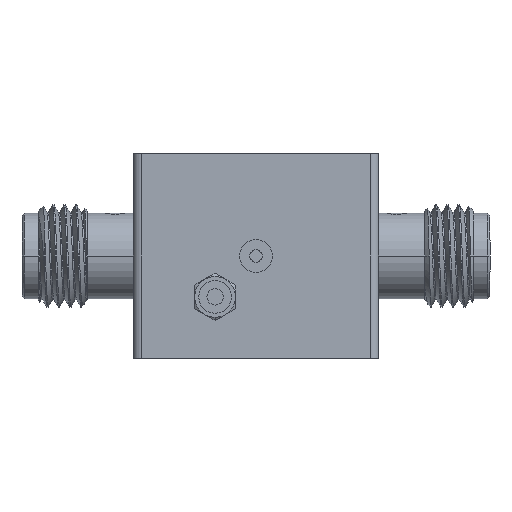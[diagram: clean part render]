
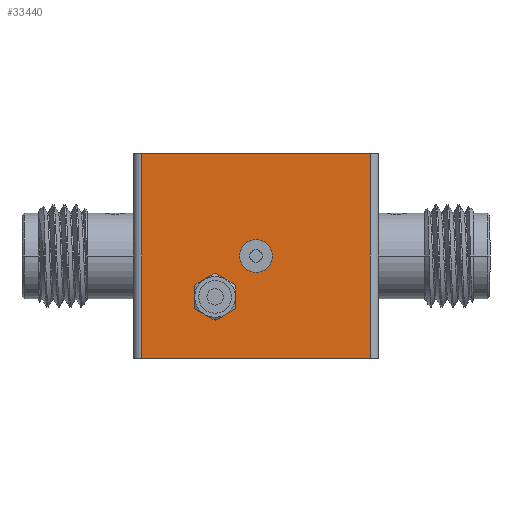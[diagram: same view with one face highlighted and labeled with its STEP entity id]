
A CAD part, left-side view. The second image highlights one B-rep face of the part: STEP entity #33440.
In plain terms, the highlighted planar face has unit normal (-1, 0, 0).
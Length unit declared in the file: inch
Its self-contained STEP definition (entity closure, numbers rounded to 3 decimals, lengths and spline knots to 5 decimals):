
#635 = VECTOR ( 'NONE', #16162, 39.37008 ) ;
#749 = EDGE_CURVE ( 'NONE', #32086, #21042, #26281, .T. ) ;
#765 = LINE ( 'NONE', #33862, #2419 ) ;
#874 = VECTOR ( 'NONE', #11452, 39.37008 ) ;
#1185 = PLANE ( 'NONE',  #32840 ) ;
#1227 = EDGE_LOOP ( 'NONE', ( #25503, #15327, #21004, #23122 ) ) ;
#1407 = VECTOR ( 'NONE', #24906, 39.37008 ) ;
#1823 = CARTESIAN_POINT ( 'NONE',  ( 0.2, -0.28, 0.25 ) ) ;
#1951 = CARTESIAN_POINT ( 'NONE',  ( 0.2, 0.05, -0.12887 ) ) ;
#2012 = CARTESIAN_POINT ( 'NONE',  ( 0.2, -0.28, -0.25 ) ) ;
#2317 = DIRECTION ( 'NONE',  ( -1., 0., 0. ) ) ;
#2419 = VECTOR ( 'NONE', #15552, 39.37008 ) ;
#2580 = DIRECTION ( 'NONE',  ( -1., 0., 0. ) ) ;
#2625 = CARTESIAN_POINT ( 'NONE',  ( 0.2, 0.28, 0.25 ) ) ;
#3749 = ORIENTED_EDGE ( 'NONE', *, *, #19946, .F. ) ;
#5355 = ORIENTED_EDGE ( 'NONE', *, *, #32234, .F. ) ;
#5490 = VERTEX_POINT ( 'NONE', #2625 ) ;
#6031 = ORIENTED_EDGE ( 'NONE', *, *, #31584, .F. ) ;
#6172 = CARTESIAN_POINT ( 'NONE',  ( 0.2, 0.3, -0.25 ) ) ;
#6506 = EDGE_CURVE ( 'NONE', #5490, #11536, #18548, .T. ) ;
#6660 = DIRECTION ( 'NONE',  ( 1., 0., 0. ) ) ;
#7666 = EDGE_CURVE ( 'NONE', #30735, #32086, #18912, .T. ) ;
#7886 = EDGE_LOOP ( 'NONE', ( #9487, #3749 ) ) ;
#9487 = ORIENTED_EDGE ( 'NONE', *, *, #29660, .F. ) ;
#9828 = LINE ( 'NONE', #22625, #28213 ) ;
#10523 = VERTEX_POINT ( 'NONE', #27388 ) ;
#10814 = VECTOR ( 'NONE', #28770, 39.37008 ) ;
#11452 = DIRECTION ( 'NONE',  ( 0., -1., 0. ) ) ;
#11536 = VERTEX_POINT ( 'NONE', #12410 ) ;
#11939 = EDGE_CURVE ( 'NONE', #11536, #33204, #33435, .T. ) ;
#12054 = VECTOR ( 'NONE', #13507, 39.37008 ) ;
#12410 = CARTESIAN_POINT ( 'NONE',  ( 0.2, 0.28, -0.25 ) ) ;
#12411 = VERTEX_POINT ( 'NONE', #16858 ) ;
#13507 = DIRECTION ( 'NONE',  ( 0., -0.866, 0.5 ) ) ;
#13682 = ORIENTED_EDGE ( 'NONE', *, *, #749, .F. ) ;
#14649 = CARTESIAN_POINT ( 'NONE',  ( 0.2, 0.15, -0.07113 ) ) ;
#15327 = ORIENTED_EDGE ( 'NONE', *, *, #6506, .T. ) ;
#15552 = DIRECTION ( 'NONE',  ( 0., -1., 0. ) ) ;
#15612 = CARTESIAN_POINT ( 'NONE',  ( 0.2, 0., 0. ) ) ;
#15926 = CARTESIAN_POINT ( 'NONE',  ( 0.2, 0.15, -0.12887 ) ) ;
#15976 = FACE_OUTER_BOUND ( 'NONE', #1227, .T. ) ;
#16162 = DIRECTION ( 'NONE',  ( 0., 0., -1. ) ) ;
#16237 = AXIS2_PLACEMENT_3D ( 'NONE', #34401, #2580, #24040 ) ;
#16474 = LINE ( 'NONE', #25826, #21047 ) ;
#16858 = CARTESIAN_POINT ( 'NONE',  ( 0.2, 0.05, -0.07113 ) ) ;
#17751 = ORIENTED_EDGE ( 'NONE', *, *, #18585, .F. ) ;
#18548 = LINE ( 'NONE', #18951, #635 ) ;
#18585 = EDGE_CURVE ( 'NONE', #20007, #30735, #9828, .T. ) ;
#18804 = VERTEX_POINT ( 'NONE', #29262 ) ;
#18912 = LINE ( 'NONE', #14649, #1407 ) ;
#18951 = CARTESIAN_POINT ( 'NONE',  ( 0.2, 0.28, 0.25 ) ) ;
#19217 = EDGE_CURVE ( 'NONE', #33204, #24757, #16474, .T. ) ;
#19487 = CARTESIAN_POINT ( 'NONE',  ( 0.2, 0.15, -0.12887 ) ) ;
#19946 = EDGE_CURVE ( 'NONE', #18804, #30744, #21010, .T. ) ;
#20007 = VERTEX_POINT ( 'NONE', #31914 ) ;
#20959 = DIRECTION ( 'NONE',  ( 0., 0., -1. ) ) ;
#20964 = AXIS2_PLACEMENT_3D ( 'NONE', #15612, #2317, #20959 ) ;
#21004 = ORIENTED_EDGE ( 'NONE', *, *, #11939, .T. ) ;
#21010 = CIRCLE ( 'NONE', #20964, 0.04 ) ;
#21042 = VERTEX_POINT ( 'NONE', #24599 ) ;
#21047 = VECTOR ( 'NONE', #33724, 39.37008 ) ;
#21226 = CARTESIAN_POINT ( 'NONE',  ( 0.2, 0.15, -0.07113 ) ) ;
#21876 = VECTOR ( 'NONE', #34020, 39.37008 ) ;
#22625 = CARTESIAN_POINT ( 'NONE',  ( 0.2, 0.1, -0.04226 ) ) ;
#23122 = ORIENTED_EDGE ( 'NONE', *, *, #19217, .T. ) ;
#24040 = DIRECTION ( 'NONE',  ( 0., 0., -1. ) ) ;
#24423 = LINE ( 'NONE', #27344, #33585 ) ;
#24599 = CARTESIAN_POINT ( 'NONE',  ( 0.2, 0.1, -0.15774 ) ) ;
#24757 = VERTEX_POINT ( 'NONE', #1823 ) ;
#24800 = LINE ( 'NONE', #1951, #21876 ) ;
#24906 = DIRECTION ( 'NONE',  ( 0., 0., -1. ) ) ;
#25176 = FACE_BOUND ( 'NONE', #27260, .T. ) ;
#25503 = ORIENTED_EDGE ( 'NONE', *, *, #25985, .F. ) ;
#25710 = CIRCLE ( 'NONE', #16237, 0.04 ) ;
#25731 = EDGE_CURVE ( 'NONE', #21042, #10523, #26231, .T. ) ;
#25797 = DIRECTION ( 'NONE',  ( 0., 0.866, -0.5 ) ) ;
#25826 = CARTESIAN_POINT ( 'NONE',  ( 0.2, -0.28, 0.25 ) ) ;
#25985 = EDGE_CURVE ( 'NONE', #5490, #24757, #765, .T. ) ;
#26231 = LINE ( 'NONE', #32379, #12054 ) ;
#26281 = LINE ( 'NONE', #15926, #10814 ) ;
#27228 = ORIENTED_EDGE ( 'NONE', *, *, #7666, .F. ) ;
#27260 = EDGE_LOOP ( 'NONE', ( #27228, #17751, #6031, #5355, #32623, #13682 ) ) ;
#27344 = CARTESIAN_POINT ( 'NONE',  ( 0.2, 0.05, -0.07113 ) ) ;
#27388 = CARTESIAN_POINT ( 'NONE',  ( 0.2, 0.05, -0.12887 ) ) ;
#27693 = FACE_BOUND ( 'NONE', #7886, .T. ) ;
#28131 = CARTESIAN_POINT ( 'NONE',  ( 0.2, 0.3, 0.25 ) ) ;
#28213 = VECTOR ( 'NONE', #25797, 39.37008 ) ;
#28770 = DIRECTION ( 'NONE',  ( 0., -0.866, -0.5 ) ) ;
#29262 = CARTESIAN_POINT ( 'NONE',  ( 0.2, 0., 0.04 ) ) ;
#29660 = EDGE_CURVE ( 'NONE', #30744, #18804, #25710, .T. ) ;
#30735 = VERTEX_POINT ( 'NONE', #21226 ) ;
#30744 = VERTEX_POINT ( 'NONE', #30802 ) ;
#30802 = CARTESIAN_POINT ( 'NONE',  ( 0.2, 0., -0.04 ) ) ;
#31584 = EDGE_CURVE ( 'NONE', #12411, #20007, #24423, .T. ) ;
#31914 = CARTESIAN_POINT ( 'NONE',  ( 0.2, 0.1, -0.04226 ) ) ;
#32086 = VERTEX_POINT ( 'NONE', #19487 ) ;
#32234 = EDGE_CURVE ( 'NONE', #10523, #12411, #24800, .T. ) ;
#32379 = CARTESIAN_POINT ( 'NONE',  ( 0.2, 0.1, -0.15774 ) ) ;
#32623 = ORIENTED_EDGE ( 'NONE', *, *, #25731, .F. ) ;
#32840 = AXIS2_PLACEMENT_3D ( 'NONE', #28131, #6660, #33011 ) ;
#32924 = DIRECTION ( 'NONE',  ( 0., 0.866, 0.5 ) ) ;
#33011 = DIRECTION ( 'NONE',  ( 0., 0., 1. ) ) ;
#33204 = VERTEX_POINT ( 'NONE', #2012 ) ;
#33435 = LINE ( 'NONE', #6172, #874 ) ;
#33440 = ADVANCED_FACE ( 'NONE', ( #27693, #15976, #25176 ), #1185, .F. ) ;
#33585 = VECTOR ( 'NONE', #32924, 39.37008 ) ;
#33724 = DIRECTION ( 'NONE',  ( 0., 0., 1. ) ) ;
#33862 = CARTESIAN_POINT ( 'NONE',  ( 0.2, 0.3, 0.25 ) ) ;
#34020 = DIRECTION ( 'NONE',  ( 0., 0., 1. ) ) ;
#34401 = CARTESIAN_POINT ( 'NONE',  ( 0.2, 0., 0. ) ) ;
